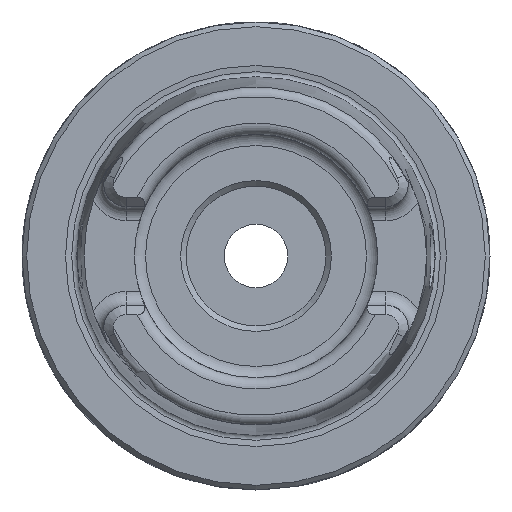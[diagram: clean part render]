
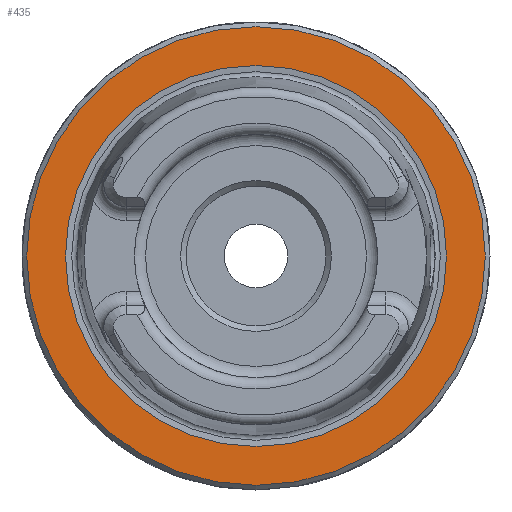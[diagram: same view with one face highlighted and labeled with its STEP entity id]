
A CAD part, left-side view. The second image highlights one B-rep face of the part: STEP entity #435.
In plain terms, the highlighted planar face has unit normal (-1, 0, 0).
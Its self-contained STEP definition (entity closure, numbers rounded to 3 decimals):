
#435 = ADVANCED_FACE( '', ( #937, #938 ), #939, .F. );
#937 = FACE_BOUND( '', #1464, .T. );
#938 = FACE_OUTER_BOUND( '', #1465, .T. );
#939 = PLANE( '', #1466 );
#1464 = EDGE_LOOP( '', ( #2613 ) );
#1465 = EDGE_LOOP( '', ( #2614 ) );
#1466 = AXIS2_PLACEMENT_3D( '', #2615, #2616, #2617 );
#2613 = ORIENTED_EDGE( '', *, *, #2853, .F. );
#2614 = ORIENTED_EDGE( '', *, *, #3271, .T. );
#2615 = CARTESIAN_POINT( '', ( 0., 0., 24.5 ) );
#2616 = DIRECTION( '', ( 1., 0., 0. ) );
#2617 = DIRECTION( '', ( 0., 0., -1. ) );
#2853 = EDGE_CURVE( '', #3361, #3361, #3362, .T. );
#3271 = EDGE_CURVE( '', #3986, #3986, #3987, .T. );
#3361 = VERTEX_POINT( '', #4228 );
#3362 = CIRCLE( '', #4229, 20.354 );
#3986 = VERTEX_POINT( '', #6032 );
#3987 = CIRCLE( '', #6033, 24.5 );
#4228 = CARTESIAN_POINT( '', ( 0., 0., 20.354 ) );
#4229 = AXIS2_PLACEMENT_3D( '', #6120, #6121, #6122 );
#6032 = CARTESIAN_POINT( '', ( 0., 0., 24.5 ) );
#6033 = AXIS2_PLACEMENT_3D( '', #6547, #6548, #6549 );
#6120 = CARTESIAN_POINT( '', ( 0., 0., 0. ) );
#6121 = DIRECTION( '', ( -1., 0., 0. ) );
#6122 = DIRECTION( '', ( 0., 0., 1. ) );
#6547 = CARTESIAN_POINT( '', ( 0., 0., 0. ) );
#6548 = DIRECTION( '', ( -1., 0., 0. ) );
#6549 = DIRECTION( '', ( 0., 0., 1. ) );
